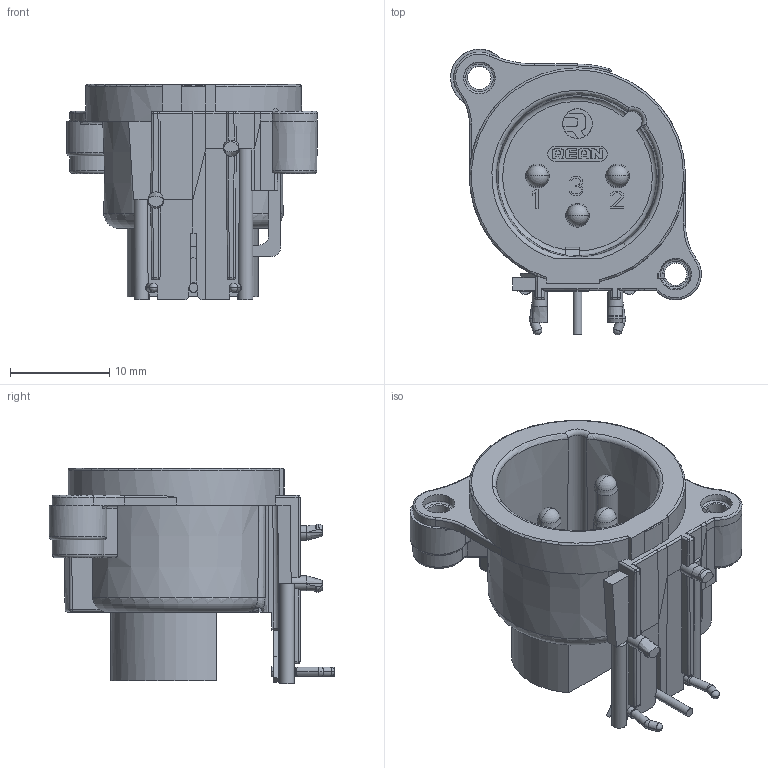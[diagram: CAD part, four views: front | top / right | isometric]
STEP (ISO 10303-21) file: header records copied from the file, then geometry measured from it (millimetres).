
FILE_DESCRIPTION((''),'2;1');
FILE_NAME('RRX3M-AA-001','2024-04-29T09:00:49',('summer.xia'),(''),'CREO PARAMETRIC BY PTC INC, 2023424','CREO PARAMETRIC BY PTC INC, 2023424','');
FILE_SCHEMA(('CONFIG_CONTROL_DESIGN'));
Length unit declared in the file: millimetre
Products named in the file (1): RRX3M-AA-001
Bounding box: 25.3 x 28.8 x 21.7 mm (x, y, z)
Volume: 3309.6 mm3; surface area: 3844.1 mm2
Topology: 2 solids, 2 shells, 539 faces, 1524 edges, 995 vertices
Faces by surface type: plane 298, cylinder 120, torus 35, bspline 23, cone 22, extrusion 21, sphere 20
Entity records: 19000 total; most frequent: CARTESIAN_POINT 5449, ORIENTED_EDGE 2986, DIRECTION 2572, EDGE_CURVE 1493, VERTEX_POINT 973, VECTOR 932, LINE 911, AXIS2_PLACEMENT_3D 820
